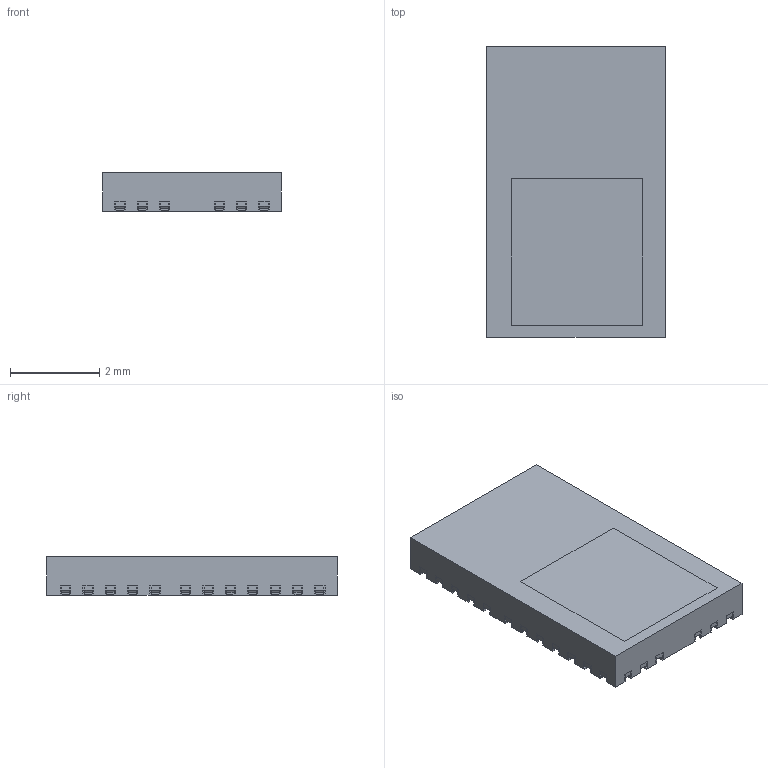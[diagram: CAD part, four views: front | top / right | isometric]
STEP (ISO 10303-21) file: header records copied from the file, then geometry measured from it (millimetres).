
FILE_DESCRIPTION((''),'2;1');
FILE_NAME('VBE0015A_ASM','2023-06-26T11:25:05',('a0412086'),(''),'CREO PARAMETRIC BY PTC INC, 2018500','CREO PARAMETRIC BY PTC INC, 2018500','');
FILE_SCHEMA(('CONFIG_CONTROL_DESIGN','SHAPE_APPEARANCE_LAYERS_GROUPS'));
Products named in the file (4): VBE0015A_MOLD; VBE0015A_FRAME; VBE0015A_DIE; VBE0015A_ASM
Assembly tree (3 placements, depth 2):
  VBE0015A_ASM
    VBE0015A_MOLD
    VBE0015A_FRAME
    VBE0015A_DIE
Bounding box: 4 x 6.5 x 0.85 mm (x, y, z)
Volume: 21.9 mm3; surface area: 141.5 mm2
Topology: 17 solids, 17 shells, 3918 faces, 11545 edges, 7662 vertices
Faces by surface type: plane 2543, cylinder 1375
Entity records: 165831 total; most frequent: CARTESIAN_POINT 24052, ORIENTED_EDGE 23090, DIRECTION 21867, PRESENTATION_STYLE_ASSIGNMENT 11597, STYLED_ITEM 11562, CURVE_STYLE 11545, EDGE_CURVE 11545, VECTOR 8597
